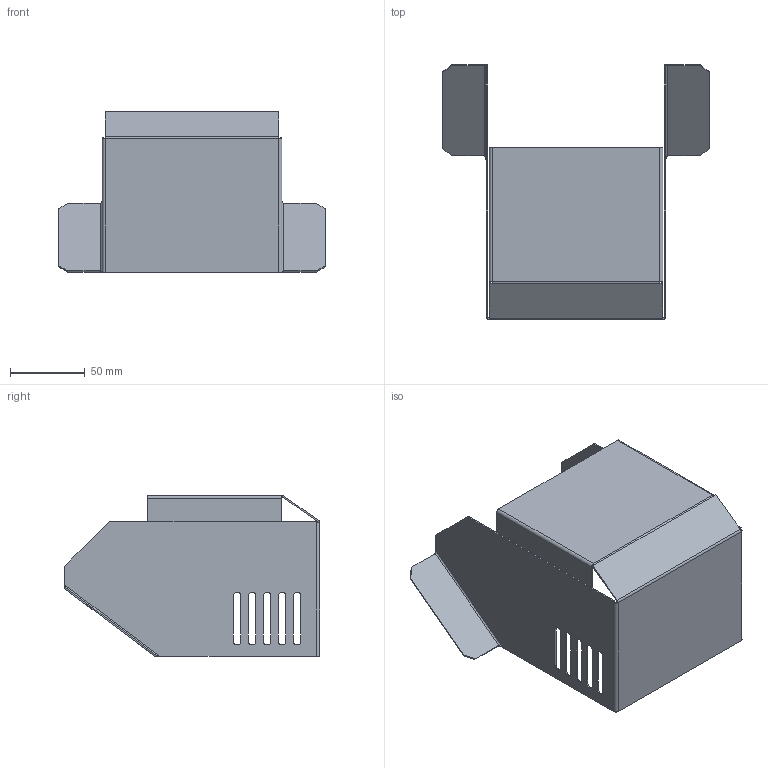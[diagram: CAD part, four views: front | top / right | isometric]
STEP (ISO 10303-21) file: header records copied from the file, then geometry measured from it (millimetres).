
FILE_DESCRIPTION(/* description */ (''),/* implementation_level */ '2;1');
FILE_NAME(/* name */ 'WP-12.step',/* time_stamp */ '2024-09-13T23:17:39+05:30',/* author */ (''),/* organization */ (''),/* preprocessor_version */ 'ST-DEVELOPER v20',/* originating_system */ 'Autodesk Translation Framework v13.14.0.145',/* authorisation */ '');
FILE_SCHEMA (('AUTOMOTIVE_DESIGN { 1 0 10303 214 3 1 1 }'));
Length unit declared in the file: millimetre
Products named in the file (1): WP-12
Bounding box: 178 x 170.25 x 107.54 mm (x, y, z)
Volume: 58855.6 mm3; surface area: 119929.9 mm2
Topology: 1 solids, 1 shells, 122 faces, 300 edges, 180 vertices
Faces by surface type: plane 82, cylinder 36, bspline 4
Entity records: 3677 total; most frequent: CARTESIAN_POINT 727, ORIENTED_EDGE 600, DIRECTION 594, EDGE_CURVE 300, LINE 228, VECTOR 228, AXIS2_PLACEMENT_3D 183, VERTEX_POINT 180
